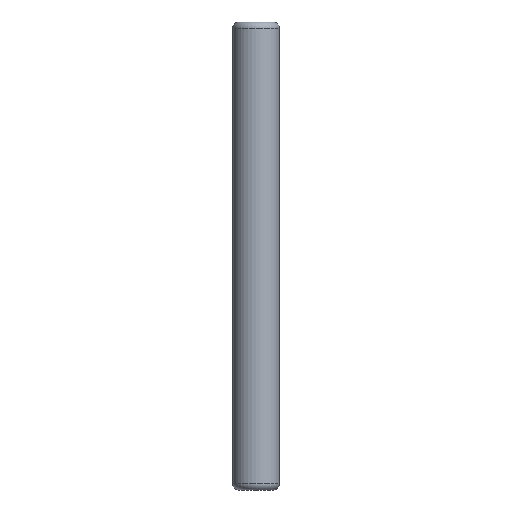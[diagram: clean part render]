
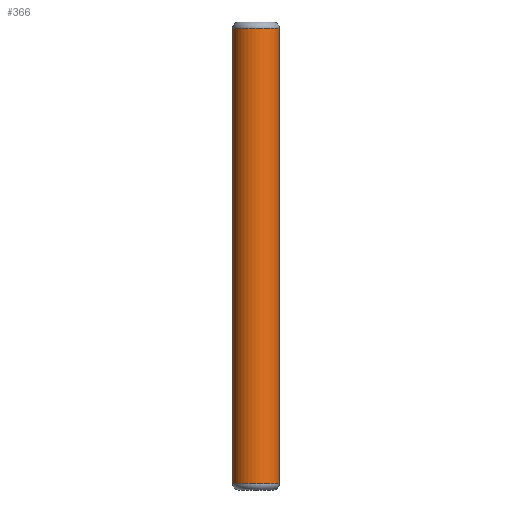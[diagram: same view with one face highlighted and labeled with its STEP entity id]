
A CAD part, front view. The second image highlights one B-rep face of the part: STEP entity #366.
In plain terms, the highlighted cylindrical face has radius 7.5 mm (diameter 15 mm), a partial arc.
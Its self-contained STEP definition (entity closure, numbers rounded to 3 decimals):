
#13 = ORIENTED_EDGE ( 'NONE', *, *, #225, .T. ) ;
#16 = DIRECTION ( 'NONE',  ( 0., 0., -1. ) ) ;
#19 = CIRCLE ( 'NONE', #136, 7.5 ) ;
#25 = CARTESIAN_POINT ( 'NONE',  ( -7.5, 0., 2. ) ) ;
#41 = ORIENTED_EDGE ( 'NONE', *, *, #93, .F. ) ;
#65 = VERTEX_POINT ( 'NONE', #282 ) ;
#67 = CARTESIAN_POINT ( 'NONE',  ( -7.5, 0., 150. ) ) ;
#69 = DIRECTION ( 'NONE',  ( 0., 0., -1. ) ) ;
#72 = VECTOR ( 'NONE', #69, 1000. ) ;
#77 = CIRCLE ( 'NONE', #166, 7.5 ) ;
#89 = VECTOR ( 'NONE', #141, 1000. ) ;
#93 = EDGE_CURVE ( 'NONE', #104, #337, #417, .T. ) ;
#104 = VERTEX_POINT ( 'NONE', #210 ) ;
#112 = CARTESIAN_POINT ( 'NONE',  ( 0., 0., 148. ) ) ;
#134 = EDGE_LOOP ( 'NONE', ( #41, #278, #312, #13 ) ) ;
#136 = AXIS2_PLACEMENT_3D ( 'NONE', #367, #175, #172 ) ;
#141 = DIRECTION ( 'NONE',  ( 0., 0., -1. ) ) ;
#166 = AXIS2_PLACEMENT_3D ( 'NONE', #112, #286, #244 ) ;
#172 = DIRECTION ( 'NONE',  ( 1., 0., 0. ) ) ;
#175 = DIRECTION ( 'NONE',  ( 0., 0., 1. ) ) ;
#210 = CARTESIAN_POINT ( 'NONE',  ( 7.5, 0., 148. ) ) ;
#220 = EDGE_CURVE ( 'NONE', #65, #222, #328, .T. ) ;
#222 = VERTEX_POINT ( 'NONE', #25 ) ;
#225 = EDGE_CURVE ( 'NONE', #222, #337, #19, .T. ) ;
#243 = EDGE_CURVE ( 'NONE', #104, #65, #77, .T. ) ;
#244 = DIRECTION ( 'NONE',  ( 1., 0., 0. ) ) ;
#278 = ORIENTED_EDGE ( 'NONE', *, *, #243, .T. ) ;
#282 = CARTESIAN_POINT ( 'NONE',  ( -7.5, 0., 148. ) ) ;
#286 = DIRECTION ( 'NONE',  ( 0., 0., -1. ) ) ;
#303 = CYLINDRICAL_SURFACE ( 'NONE', #368, 7.5 ) ;
#312 = ORIENTED_EDGE ( 'NONE', *, *, #220, .T. ) ;
#328 = LINE ( 'NONE', #67, #72 ) ;
#337 = VERTEX_POINT ( 'NONE', #348 ) ;
#344 = CARTESIAN_POINT ( 'NONE',  ( 0., 0., 150. ) ) ;
#348 = CARTESIAN_POINT ( 'NONE',  ( 7.5, 0., 2. ) ) ;
#350 = FACE_OUTER_BOUND ( 'NONE', #134, .T. ) ;
#366 = ADVANCED_FACE ( 'NONE', ( #350 ), #303, .T. ) ;
#367 = CARTESIAN_POINT ( 'NONE',  ( 0., 0., 2. ) ) ;
#368 = AXIS2_PLACEMENT_3D ( 'NONE', #344, #16, #379 ) ;
#379 = DIRECTION ( 'NONE',  ( -1., 0., 0. ) ) ;
#381 = CARTESIAN_POINT ( 'NONE',  ( 7.5, 0., 150. ) ) ;
#417 = LINE ( 'NONE', #381, #89 ) ;
